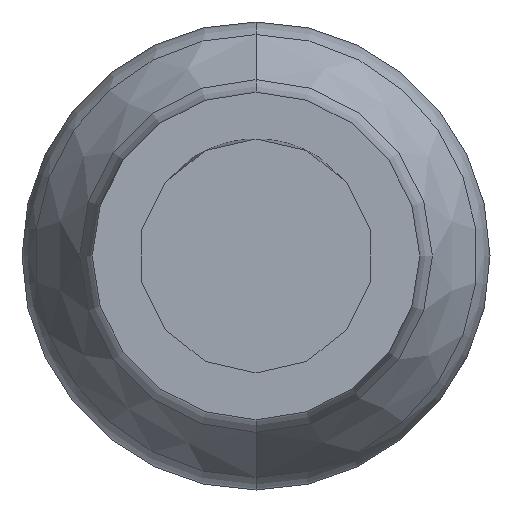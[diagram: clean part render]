
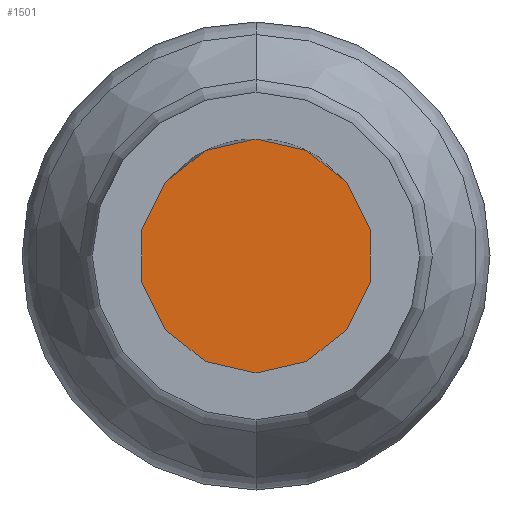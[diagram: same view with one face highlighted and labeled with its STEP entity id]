
A CAD part, front view. The second image highlights one B-rep face of the part: STEP entity #1501.
In plain terms, the highlighted planar face has unit normal (0, -1, 0).
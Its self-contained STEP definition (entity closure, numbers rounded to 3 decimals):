
#331 = DIRECTION ( 'NONE',  ( 0., 1., 0. ) ) ;
#667 = FACE_OUTER_BOUND ( 'NONE', #1777, .T. ) ;
#1182 = DIRECTION ( 'NONE',  ( 0., 0., 1. ) ) ;
#1306 = VERTEX_POINT ( 'NONE', #5589 ) ;
#1421 = CIRCLE ( 'NONE', #5349, 1.25 ) ;
#1501 = ADVANCED_FACE ( 'Defeature ausgef�hrt1_1', ( #667 ), #3153, .F. ) ;
#1702 = DIRECTION ( 'NONE',  ( 0., 1., 0. ) ) ;
#1777 = EDGE_LOOP ( 'NONE', ( #4911, #1822 ) ) ;
#1822 = ORIENTED_EDGE ( 'NONE', *, *, #6488, .F. ) ;
#1826 = CARTESIAN_POINT ( 'NONE',  ( 0., -1484., 0. ) ) ;
#2339 = VERTEX_POINT ( 'NONE', #2431 ) ;
#2431 = CARTESIAN_POINT ( 'NONE',  ( 0., -1484., -1.25 ) ) ;
#3131 = DIRECTION ( 'NONE',  ( 0., 0., 1. ) ) ;
#3153 = PLANE ( 'NONE',  #3403 ) ;
#3403 = AXIS2_PLACEMENT_3D ( 'NONE', #3729, #331, #8623 ) ;
#3729 = CARTESIAN_POINT ( 'NONE',  ( 0., -1484., 0. ) ) ;
#4911 = ORIENTED_EDGE ( 'NONE', *, *, #8797, .F. ) ;
#5165 = AXIS2_PLACEMENT_3D ( 'NONE', #7364, #5977, #1182 ) ;
#5349 = AXIS2_PLACEMENT_3D ( 'NONE', #1826, #1702, #3131 ) ;
#5589 = CARTESIAN_POINT ( 'NONE',  ( 0., -1484., 1.25 ) ) ;
#5977 = DIRECTION ( 'NONE',  ( 0., 1., 0. ) ) ;
#6488 = EDGE_CURVE ( 'Defeature ausgef�hrt1_0+Defeature ausgef�hrt1_1+Defeature ausgef�hrt1_1+Defeature ausgef�hrt1_1', #2339, #1306, #1421, .T. ) ;
#7364 = CARTESIAN_POINT ( 'NONE',  ( 0., -1484., 0. ) ) ;
#7454 = CIRCLE ( 'NONE', #5165, 1.25 ) ;
#8623 = DIRECTION ( 'NONE',  ( 0., 0., 1. ) ) ;
#8797 = EDGE_CURVE ( 'Defeature ausgef�hrt1_0+Defeature ausgef�hrt1_1+Defeature ausgef�hrt1_1+Defeature ausgef�hrt1_1', #1306, #2339, #7454, .T. ) ;
